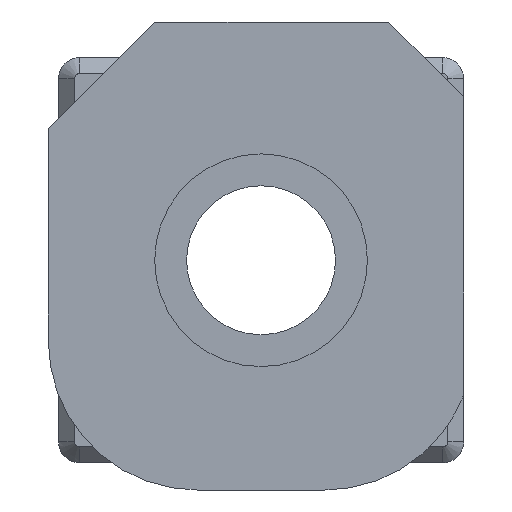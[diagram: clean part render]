
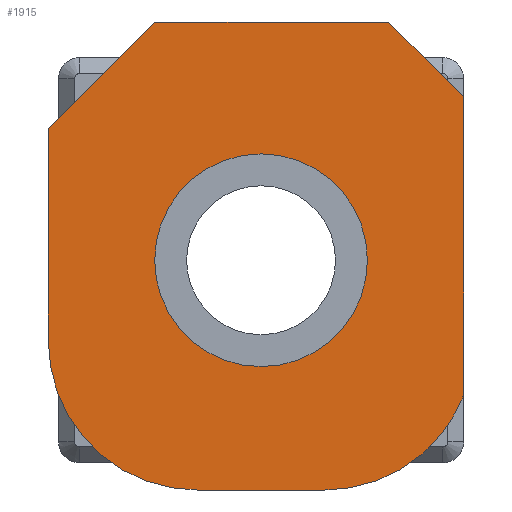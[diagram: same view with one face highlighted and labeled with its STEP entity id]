
A CAD part, left-side view. The second image highlights one B-rep face of the part: STEP entity #1915.
In plain terms, the highlighted planar face has unit normal (-1, 0, 0).
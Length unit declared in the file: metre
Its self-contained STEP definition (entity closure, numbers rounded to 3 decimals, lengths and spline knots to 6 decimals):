
#26=B_SPLINE_CURVE_WITH_KNOTS('',3,(#3231,#3232,#3233,#3234),
 .UNSPECIFIED.,.F.,.F.,(4,4),(-5.417832,-4.920574),
 .UNSPECIFIED.);
#108=PLANE('',#2132);
#122=CIRCLE('',#1958,0.02);
#179=CIRCLE('',#2114,0.028002);
#189=CIRCLE('',#2130,0.028);
#190=CIRCLE('',#2133,0.028);
#191=CIRCLE('',#2134,0.028192);
#192=CIRCLE('',#2135,0.028002);
#655=ORIENTED_EDGE('',*,*,#737,.T.);
#656=ORIENTED_EDGE('',*,*,#945,.T.);
#657=ORIENTED_EDGE('',*,*,#948,.T.);
#658=ORIENTED_EDGE('',*,*,#951,.T.);
#659=ORIENTED_EDGE('',*,*,#954,.T.);
#660=ORIENTED_EDGE('',*,*,#961,.T.);
#661=ORIENTED_EDGE('',*,*,#964,.T.);
#662=ORIENTED_EDGE('',*,*,#967,.T.);
#663=ORIENTED_EDGE('',*,*,#968,.T.);
#664=ORIENTED_EDGE('',*,*,#969,.T.);
#665=ORIENTED_EDGE('',*,*,#970,.T.);
#666=ORIENTED_EDGE('',*,*,#934,.T.);
#667=ORIENTED_EDGE('',*,*,#938,.T.);
#737=EDGE_CURVE('',#994,#994,#122,.T.);
#934=EDGE_CURVE('',#1119,#1118,#26,.T.);
#938=EDGE_CURVE('',#1118,#1121,#179,.T.);
#945=EDGE_CURVE('',#1121,#1127,#1293,.T.);
#948=EDGE_CURVE('',#1127,#1129,#1296,.T.);
#951=EDGE_CURVE('',#1129,#1131,#1299,.T.);
#954=EDGE_CURVE('',#1131,#1133,#1302,.T.);
#961=EDGE_CURVE('',#1133,#1139,#1305,.T.);
#964=EDGE_CURVE('',#1139,#1141,#189,.T.);
#967=EDGE_CURVE('',#1141,#1143,#1309,.T.);
#968=EDGE_CURVE('',#1143,#1144,#190,.T.);
#969=EDGE_CURVE('',#1144,#1145,#191,.F.);
#970=EDGE_CURVE('',#1145,#1119,#192,.T.);
#994=VERTEX_POINT('',#2789);
#1118=VERTEX_POINT('',#3230);
#1119=VERTEX_POINT('',#3235);
#1121=VERTEX_POINT('',#3241);
#1127=VERTEX_POINT('',#3255);
#1129=VERTEX_POINT('',#3261);
#1131=VERTEX_POINT('',#3267);
#1133=VERTEX_POINT('',#3273);
#1139=VERTEX_POINT('',#3287);
#1141=VERTEX_POINT('',#3293);
#1143=VERTEX_POINT('',#3299);
#1144=VERTEX_POINT('',#3303);
#1145=VERTEX_POINT('',#3305);
#1293=LINE('',#3256,#1447);
#1296=LINE('',#3262,#1450);
#1299=LINE('',#3268,#1453);
#1302=LINE('',#3274,#1456);
#1305=LINE('',#3288,#1459);
#1309=LINE('',#3300,#1463);
#1447=VECTOR('',#2648,1.);
#1450=VECTOR('',#2653,1.);
#1453=VECTOR('',#2658,1.);
#1456=VECTOR('',#2663,1.);
#1459=VECTOR('',#2676,1.);
#1463=VECTOR('',#2688,1.);
#1587=EDGE_LOOP('',(#655));
#1588=EDGE_LOOP('',(#656,#657,#658,#659,#660,#661,#662,#663,#664,#665,#666,
#667));
#1741=FACE_BOUND('',#1587,.T.);
#1742=FACE_BOUND('',#1588,.T.);
#1915=ADVANCED_FACE('',(#1741,#1742),#108,.F.);
#1958=AXIS2_PLACEMENT_3D('',#2788,#2196,#2197);
#2114=AXIS2_PLACEMENT_3D('',#3242,#2634,#2635);
#2130=AXIS2_PLACEMENT_3D('',#3294,#2682,#2683);
#2132=AXIS2_PLACEMENT_3D('',#3301,#2689,#2690);
#2133=AXIS2_PLACEMENT_3D('',#3302,#2691,#2692);
#2134=AXIS2_PLACEMENT_3D('',#3304,#2693,#2694);
#2135=AXIS2_PLACEMENT_3D('',#3306,#2695,#2696);
#2196=DIRECTION('',(1.,0.,0.));
#2197=DIRECTION('',(0.,0.,-1.));
#2634=DIRECTION('',(-1.,0.,0.));
#2635=DIRECTION('',(0.,-1.,0.));
#2648=DIRECTION('',(0.,0.,1.));
#2653=DIRECTION('',(0.,0.707,0.707));
#2658=DIRECTION('',(0.,1.,0.));
#2663=DIRECTION('',(0.,0.707,-0.707));
#2676=DIRECTION('',(0.,0.,-1.));
#2682=DIRECTION('',(-1.,0.,0.));
#2683=DIRECTION('',(0.,0.,-1.));
#2688=DIRECTION('',(0.,-1.,0.));
#2689=DIRECTION('',(1.,0.,0.));
#2690=DIRECTION('',(0.,0.,-1.));
#2691=DIRECTION('',(-1.,0.,0.));
#2692=DIRECTION('',(0.,-0.643,-0.766));
#2693=DIRECTION('',(1.,0.,0.));
#2694=DIRECTION('',(0.,1.,0.));
#2695=DIRECTION('',(-1.,0.,0.));
#2696=DIRECTION('',(0.,-1.,0.));
#2788=CARTESIAN_POINT('',(0.07,0.03,-0.0488));
#2789=CARTESIAN_POINT('',(0.07,0.03,-0.0688));
#3230=CARTESIAN_POINT('',(0.07,-0.007676,-0.075169));
#3231=CARTESIAN_POINT('',(0.07,-0.001902,-0.083696));
#3232=CARTESIAN_POINT('',(0.07,-0.004239,-0.081332));
#3233=CARTESIAN_POINT('',(0.07,-0.006271,-0.078391));
#3234=CARTESIAN_POINT('',(0.07,-0.007676,-0.075169));
#3235=CARTESIAN_POINT('',(0.07,-0.001902,-0.083696));
#3241=CARTESIAN_POINT('',(0.07,-0.0081,-0.074138));
#3242=CARTESIAN_POINT('',(0.07,0.018002,-0.063999));
#3255=CARTESIAN_POINT('',(0.07,-0.0081,-0.0181));
#3256=CARTESIAN_POINT('',(0.07,-0.0081,-0.03305));
#3261=CARTESIAN_POINT('',(0.07,0.006,-0.004));
#3262=CARTESIAN_POINT('',(0.07,0.006,-0.004));
#3267=CARTESIAN_POINT('',(0.07,0.05,-0.004));
#3268=CARTESIAN_POINT('',(0.07,0.05,-0.004));
#3273=CARTESIAN_POINT('',(0.07,0.07,-0.024));
#3274=CARTESIAN_POINT('',(0.07,0.07,-0.024));
#3287=CARTESIAN_POINT('',(0.07,0.07,-0.064));
#3288=CARTESIAN_POINT('',(0.07,0.07,-0.064));
#3293=CARTESIAN_POINT('',(0.07,0.042,-0.092));
#3294=CARTESIAN_POINT('',(0.07,0.042,-0.064));
#3299=CARTESIAN_POINT('',(0.07,0.018,-0.092));
#3300=CARTESIAN_POINT('',(0.07,0.018,-0.092));
#3301=CARTESIAN_POINT('',(0.07,0.03,-0.048));
#3302=CARTESIAN_POINT('',(0.07,0.018,-0.064));
#3303=CARTESIAN_POINT('',(0.07,0.,-0.085448));
#3304=CARTESIAN_POINT('',(0.07,0.018127,-0.063856));
#3305=CARTESIAN_POINT('',(0.07,-0.001411,-0.084179));
#3306=CARTESIAN_POINT('',(0.07,0.018002,-0.063999));
